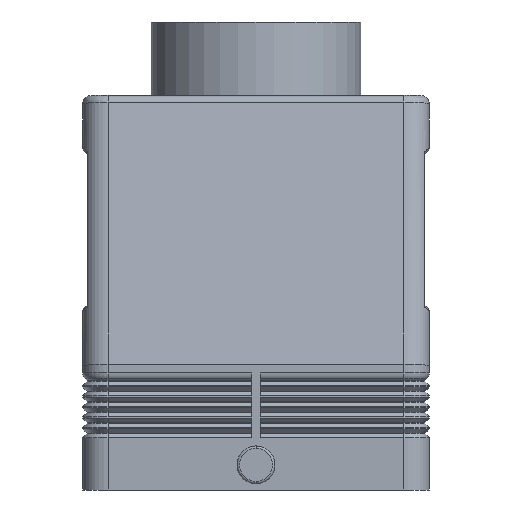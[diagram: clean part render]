
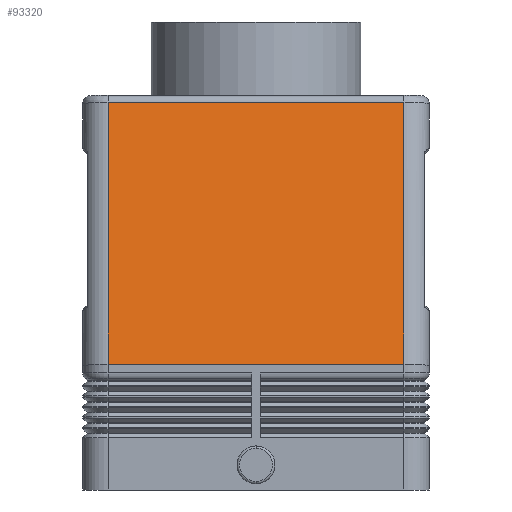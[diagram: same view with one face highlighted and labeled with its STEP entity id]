
A CAD part, left-side view. The second image highlights one B-rep face of the part: STEP entity #93320.
In plain terms, the highlighted planar face has unit normal (-0.985, 0, 0.173).
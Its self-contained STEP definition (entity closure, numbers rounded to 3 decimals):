
#5230=CARTESIAN_POINT('',(-35.791,-35.25,92.346));
#5240=VERTEX_POINT('',#5230);
#5270=CARTESIAN_POINT('',(-35.791,35.25,92.346));
#5280=DIRECTION('',(0.,-1.,0.));
#5290=VECTOR('',#5280,70.5);
#5300=LINE('',#5270,#5290);
#5310=CARTESIAN_POINT('',(-35.791,35.25,92.346));
#5320=VERTEX_POINT('',#5310);
#5330=EDGE_CURVE('',#5320,#5240,#5300,.T.);
#7880=CARTESIAN_POINT('',(-35.791,-35.25,92.346));
#7890=DIRECTION('',(-0.173,0.,-0.985));
#7900=VECTOR('',#7890,63.302);
#7910=LINE('',#7880,#7900);
#7920=CARTESIAN_POINT('',(-46.75,-35.25,30.));
#7930=VERTEX_POINT('',#7920);
#7940=EDGE_CURVE('',#5240,#7930,#7910,.T.);
#9380=CARTESIAN_POINT('',(-46.75,35.25,30.));
#9390=DIRECTION('',(0.173,0.,0.985));
#9400=VECTOR('',#9390,63.302);
#9410=LINE('',#9380,#9400);
#9420=CARTESIAN_POINT('',(-46.75,35.25,30.));
#9430=VERTEX_POINT('',#9420);
#9440=EDGE_CURVE('',#9430,#5320,#9410,.T.);
#87270=CARTESIAN_POINT('',(-46.75,-35.25,30.));
#87280=DIRECTION('',(0.,1.,0.));
#87290=VECTOR('',#87280,70.5);
#87300=LINE('',#87270,#87290);
#87310=EDGE_CURVE('',#7930,#9430,#87300,.T.);
#93210=CARTESIAN_POINT('',(-35.5,0.,94.));
#93220=DIRECTION('',(-0.985,0.,0.173));
#93230=DIRECTION('',(0.173,0.,0.985));
#93240=AXIS2_PLACEMENT_3D('',#93210,#93220,#93230);
#93250=PLANE('',#93240);
#93260=ORIENTED_EDGE('',*,*,#5330,.F.);
#93270=ORIENTED_EDGE('',*,*,#7940,.F.);
#93280=ORIENTED_EDGE('',*,*,#87310,.F.);
#93290=ORIENTED_EDGE('',*,*,#9440,.F.);
#93300=EDGE_LOOP('',(#93290,#93280,#93270,#93260));
#93310=FACE_OUTER_BOUND('',#93300,.T.);
#93320=ADVANCED_FACE('',(#93310),#93250,.T.);
